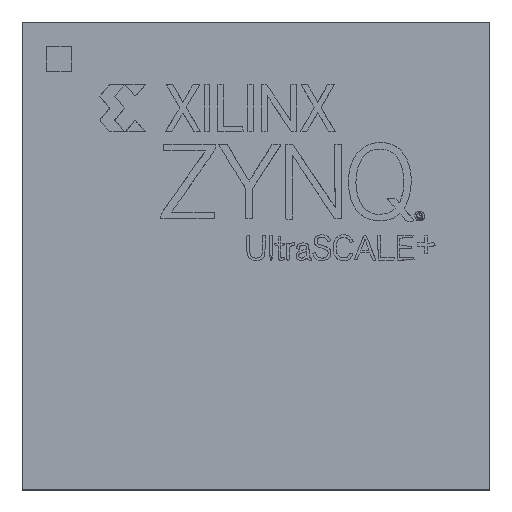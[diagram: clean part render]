
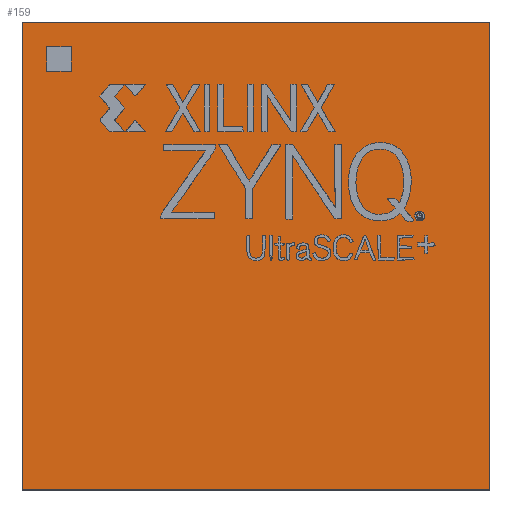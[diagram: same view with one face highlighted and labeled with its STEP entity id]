
A CAD part, top view. The second image highlights one B-rep face of the part: STEP entity #159.
In plain terms, the highlighted planar face has unit normal (0, 0, 1).
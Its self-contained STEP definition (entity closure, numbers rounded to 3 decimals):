
#47 = VERTEX_POINT('',#48);
#48 = CARTESIAN_POINT('',(-9.5,9.5,1.46));
#54 = EDGE_CURVE('',#47,#55,#57,.T.);
#55 = VERTEX_POINT('',#56);
#56 = CARTESIAN_POINT('',(9.5,9.5,1.46));
#57 = LINE('',#58,#59);
#58 = CARTESIAN_POINT('',(-9.5,9.5,1.46));
#59 = VECTOR('',#60,1.);
#60 = DIRECTION('',(1.,0.,0.));
#87 = VERTEX_POINT('',#88);
#88 = CARTESIAN_POINT('',(-9.5,-9.5,1.46));
#94 = EDGE_CURVE('',#87,#47,#95,.T.);
#95 = LINE('',#96,#97);
#96 = CARTESIAN_POINT('',(-9.5,-9.5,1.46));
#97 = VECTOR('',#98,1.);
#98 = DIRECTION('',(0.,1.,0.));
#116 = EDGE_CURVE('',#55,#117,#119,.T.);
#117 = VERTEX_POINT('',#118);
#118 = CARTESIAN_POINT('',(9.5,-9.5,1.46));
#119 = LINE('',#120,#121);
#120 = CARTESIAN_POINT('',(9.5,9.5,1.46));
#121 = VECTOR('',#122,1.);
#122 = DIRECTION('',(0.,-1.,0.));
#159 = ADVANCED_FACE('',(#160,#171),#205,.F.);
#160 = FACE_BOUND('',#161,.F.);
#161 = EDGE_LOOP('',(#162,#163,#164,#170));
#162 = ORIENTED_EDGE('',*,*,#54,.T.);
#163 = ORIENTED_EDGE('',*,*,#116,.T.);
#164 = ORIENTED_EDGE('',*,*,#165,.T.);
#165 = EDGE_CURVE('',#117,#87,#166,.T.);
#166 = LINE('',#167,#168);
#167 = CARTESIAN_POINT('',(9.5,-9.5,1.46));
#168 = VECTOR('',#169,1.);
#169 = DIRECTION('',(-1.,0.,0.));
#170 = ORIENTED_EDGE('',*,*,#94,.T.);
#171 = FACE_BOUND('',#172,.F.);
#172 = EDGE_LOOP('',(#173,#183,#191,#199));
#173 = ORIENTED_EDGE('',*,*,#174,.F.);
#174 = EDGE_CURVE('',#175,#177,#179,.T.);
#175 = VERTEX_POINT('',#176);
#176 = CARTESIAN_POINT('',(-8.5,8.5,1.46));
#177 = VERTEX_POINT('',#178);
#178 = CARTESIAN_POINT('',(-7.5,8.5,1.46));
#179 = LINE('',#180,#181);
#180 = CARTESIAN_POINT('',(-8.5,8.5,1.46));
#181 = VECTOR('',#182,1.);
#182 = DIRECTION('',(1.,0.,0.));
#183 = ORIENTED_EDGE('',*,*,#184,.F.);
#184 = EDGE_CURVE('',#185,#175,#187,.T.);
#185 = VERTEX_POINT('',#186);
#186 = CARTESIAN_POINT('',(-8.5,7.5,1.46));
#187 = LINE('',#188,#189);
#188 = CARTESIAN_POINT('',(-8.5,7.5,1.46));
#189 = VECTOR('',#190,1.);
#190 = DIRECTION('',(0.,1.,0.));
#191 = ORIENTED_EDGE('',*,*,#192,.F.);
#192 = EDGE_CURVE('',#193,#185,#195,.T.);
#193 = VERTEX_POINT('',#194);
#194 = CARTESIAN_POINT('',(-7.5,7.5,1.46));
#195 = LINE('',#196,#197);
#196 = CARTESIAN_POINT('',(-7.5,7.5,1.46));
#197 = VECTOR('',#198,1.);
#198 = DIRECTION('',(-1.,0.,0.));
#199 = ORIENTED_EDGE('',*,*,#200,.F.);
#200 = EDGE_CURVE('',#177,#193,#201,.T.);
#201 = LINE('',#202,#203);
#202 = CARTESIAN_POINT('',(-7.5,8.5,1.46));
#203 = VECTOR('',#204,1.);
#204 = DIRECTION('',(0.,-1.,0.));
#205 = PLANE('',#206);
#206 = AXIS2_PLACEMENT_3D('',#207,#208,#209);
#207 = CARTESIAN_POINT('',(0.,0.,1.46));
#208 = DIRECTION('',(-0.,-0.,-1.));
#209 = DIRECTION('',(-1.,0.,0.));
